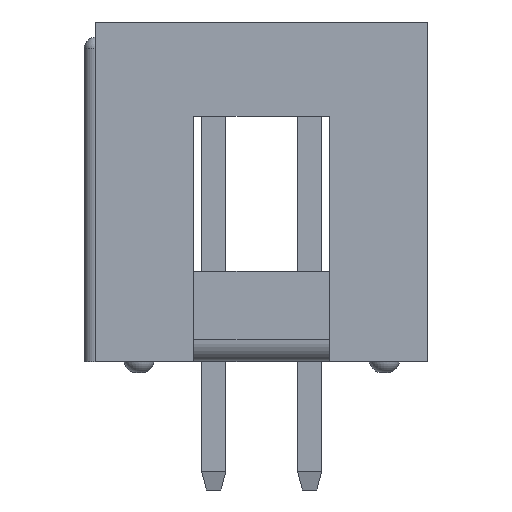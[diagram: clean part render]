
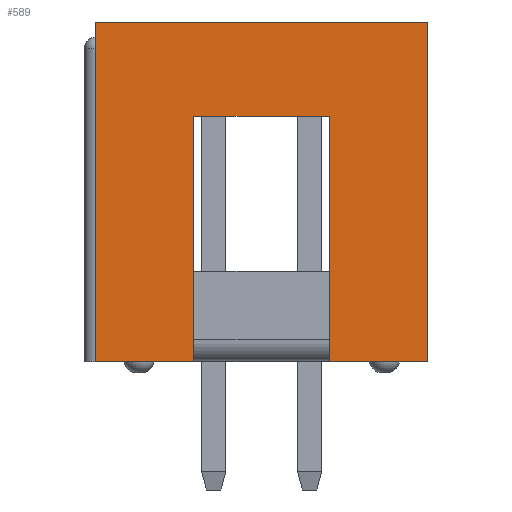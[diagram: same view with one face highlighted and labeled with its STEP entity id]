
A CAD part, left-side view. The second image highlights one B-rep face of the part: STEP entity #589.
In plain terms, the highlighted planar face has unit normal (-1, 0, 0).
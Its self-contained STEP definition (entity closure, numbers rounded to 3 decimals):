
#589=ADVANCED_FACE('',(#2455),#2457,.T.);
#2455=FACE_BOUND('',#2456,.T.);
#2456=EDGE_LOOP('',(#3974,#3975,#3976,#3977,#3978,#3979,#3980,#3981));
#2457=PLANE('',#2458);
#2458=AXIS2_PLACEMENT_3D('',#2459,#2460,#2461);
#2459=CARTESIAN_POINT('',(-5.22,5.67,0.3));
#2460=DIRECTION('',(-1.,0.,0.));
#2461=DIRECTION('',(0.,-1.,0.));
#3974=ORIENTED_EDGE('',*,*,#4920,.T.);
#3975=ORIENTED_EDGE('',*,*,#4921,.T.);
#3976=ORIENTED_EDGE('',*,*,#4922,.T.);
#3977=ORIENTED_EDGE('',*,*,#4923,.T.);
#3978=ORIENTED_EDGE('',*,*,#4902,.T.);
#3979=ORIENTED_EDGE('',*,*,#4918,.F.);
#3980=ORIENTED_EDGE('',*,*,#4924,.F.);
#3981=ORIENTED_EDGE('',*,*,#4925,.T.);
#4902=EDGE_CURVE('',#5382,#5380,#5383,.T.);
#4918=EDGE_CURVE('',#5411,#5380,#5413,.T.);
#4920=EDGE_CURVE('',#5415,#5416,#5417,.F.);
#4921=EDGE_CURVE('',#5416,#5418,#5419,.F.);
#4922=EDGE_CURVE('',#5418,#5420,#5421,.F.);
#4923=EDGE_CURVE('',#5420,#5382,#5422,.T.);
#4924=EDGE_CURVE('',#5423,#5411,#5424,.T.);
#4925=EDGE_CURVE('',#5423,#5415,#5425,.T.);
#5380=VERTEX_POINT('',#6158);
#5382=VERTEX_POINT('',#6162);
#5383=LINE('',#6163,#6164);
#5411=VERTEX_POINT('',#6221);
#5413=LINE('',#6225,#6226);
#5415=VERTEX_POINT('',#6231);
#5416=VERTEX_POINT('',#6232);
#5417=LINE('',#6233,#6234);
#5418=VERTEX_POINT('',#6236);
#5419=LINE('',#6237,#6238);
#5420=VERTEX_POINT('',#6240);
#5421=LINE('',#6241,#6242);
#5422=LINE('',#6244,#6245);
#5423=VERTEX_POINT('',#6247);
#5424=LINE('',#6248,#6249);
#5425=LINE('',#6251,#6252);
#6158=CARTESIAN_POINT('',(-5.22,-3.13,9.3));
#6162=CARTESIAN_POINT('',(-5.22,-3.13,0.3));
#6163=CARTESIAN_POINT('',(-5.22,-3.13,0.3));
#6164=VECTOR('',#6165,1.);
#6165=DIRECTION('',(0.,0.,1.));
#6221=CARTESIAN_POINT('',(-5.22,5.67,9.3));
#6225=CARTESIAN_POINT('',(-5.22,5.67,9.3));
#6226=VECTOR('',#6227,1.);
#6227=DIRECTION('',(0.,-1.,0.));
#6231=CARTESIAN_POINT('',(-5.22,3.07,0.3));
#6232=CARTESIAN_POINT('',(-5.22,3.07,6.8));
#6233=CARTESIAN_POINT('',(-5.22,3.07,6.8));
#6234=VECTOR('',#6235,1.);
#6235=DIRECTION('',(0.,0.,-1.));
#6236=CARTESIAN_POINT('',(-5.22,-0.53,6.8));
#6237=CARTESIAN_POINT('',(-5.22,-0.53,6.8));
#6238=VECTOR('',#6239,1.);
#6239=DIRECTION('',(0.,1.,0.));
#6240=CARTESIAN_POINT('',(-5.22,-0.53,0.3));
#6241=CARTESIAN_POINT('',(-5.22,-0.53,0.3));
#6242=VECTOR('',#6243,1.);
#6243=DIRECTION('',(0.,0.,1.));
#6244=CARTESIAN_POINT('',(-5.22,-0.53,0.3));
#6245=VECTOR('',#6246,1.);
#6246=DIRECTION('',(0.,-1.,0.));
#6247=CARTESIAN_POINT('',(-5.22,5.67,0.3));
#6248=CARTESIAN_POINT('',(-5.22,5.67,0.3));
#6249=VECTOR('',#6250,1.);
#6250=DIRECTION('',(0.,0.,1.));
#6251=CARTESIAN_POINT('',(-5.22,5.67,0.3));
#6252=VECTOR('',#6253,1.);
#6253=DIRECTION('',(0.,-1.,0.));
